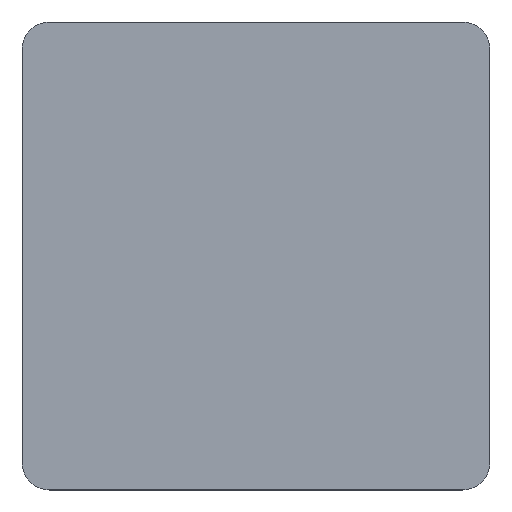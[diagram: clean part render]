
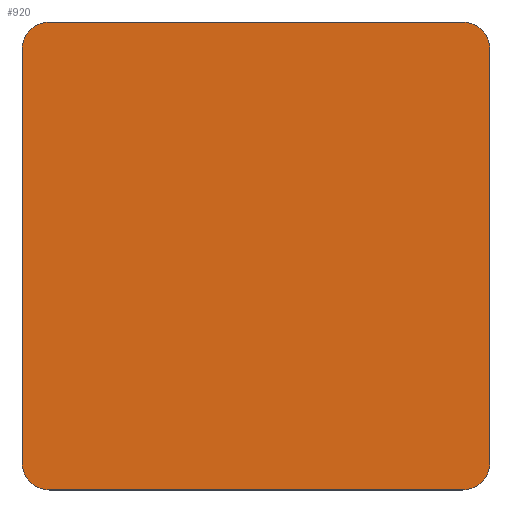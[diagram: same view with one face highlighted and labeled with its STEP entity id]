
A CAD part, top view. The second image highlights one B-rep face of the part: STEP entity #920.
In plain terms, the highlighted planar face has unit normal (0, 0, 1).
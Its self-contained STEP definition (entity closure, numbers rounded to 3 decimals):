
#48=PLANE($,#1002);
#95=FACE_OUTER_BOUND($,#147,.T.);
#147=EDGE_LOOP($,(#797,#798,#799,#800,#801,#802,#803,#804));
#181=CIRCLE($,#991,1.004);
#182=CIRCLE($,#994,1.004);
#183=CIRCLE($,#997,1.004);
#184=CIRCLE($,#1000,1.004);
#257=LINE($,#1468,#359);
#260=LINE($,#1476,#362);
#263=LINE($,#1484,#365);
#266=LINE($,#1491,#368);
#359=VECTOR($,#1194,15.141);
#362=VECTOR($,#1203,15.141);
#365=VECTOR($,#1212,15.141);
#368=VECTOR($,#1221,15.141);
#455=VERTEX_POINT($,#1461);
#456=VERTEX_POINT($,#1462);
#457=VERTEX_POINT($,#1467);
#458=VERTEX_POINT($,#1471);
#459=VERTEX_POINT($,#1475);
#460=VERTEX_POINT($,#1479);
#461=VERTEX_POINT($,#1483);
#462=VERTEX_POINT($,#1487);
#565=EDGE_CURVE($,#455,#456,#181,.T.);
#568=EDGE_CURVE($,#457,#455,#257,.T.);
#570=EDGE_CURVE($,#458,#457,#182,.T.);
#572=EDGE_CURVE($,#459,#458,#260,.T.);
#574=EDGE_CURVE($,#460,#459,#183,.T.);
#576=EDGE_CURVE($,#461,#460,#263,.T.);
#578=EDGE_CURVE($,#462,#461,#184,.T.);
#580=EDGE_CURVE($,#456,#462,#266,.T.);
#797=ORIENTED_EDGE($,*,*,#580,.F.);
#798=ORIENTED_EDGE($,*,*,#565,.F.);
#799=ORIENTED_EDGE($,*,*,#568,.F.);
#800=ORIENTED_EDGE($,*,*,#570,.F.);
#801=ORIENTED_EDGE($,*,*,#572,.F.);
#802=ORIENTED_EDGE($,*,*,#574,.F.);
#803=ORIENTED_EDGE($,*,*,#576,.F.);
#804=ORIENTED_EDGE($,*,*,#578,.F.);
#920=ADVANCED_FACE($,(#95),#48,.T.);
#991=AXIS2_PLACEMENT_3D($,#1463,#1188,#1189);
#994=AXIS2_PLACEMENT_3D($,#1472,#1198,#1199);
#997=AXIS2_PLACEMENT_3D($,#1480,#1207,#1208);
#1000=AXIS2_PLACEMENT_3D($,#1488,#1216,#1217);
#1002=AXIS2_PLACEMENT_3D($,#1492,#1222,#1223);
#1188=DIRECTION('center_axis',(0.,0.,-1.));
#1189=DIRECTION('ref_axis',(1.,0.,0.));
#1194=DIRECTION($,(0.,-1.,0.));
#1198=DIRECTION('center_axis',(0.,0.,-1.));
#1199=DIRECTION('ref_axis',(0.,1.,0.));
#1203=DIRECTION($,(1.,0.,0.));
#1207=DIRECTION('center_axis',(0.,0.,-1.));
#1208=DIRECTION('ref_axis',(-1.,0.,0.));
#1212=DIRECTION($,(0.,1.,0.));
#1216=DIRECTION('center_axis',(0.,0.,-1.));
#1217=DIRECTION('ref_axis',(0.,-1.,0.));
#1221=DIRECTION($,(-1.,0.,0.));
#1222=DIRECTION('center_axis',(0.,0.,1.));
#1223=DIRECTION('ref_axis',(1.,0.,0.));
#1461=CARTESIAN_POINT('',(8.575,-7.571,4.));
#1462=CARTESIAN_POINT('',(7.571,-8.575,4.));
#1463=CARTESIAN_POINT('Origin',(7.571,-7.571,4.));
#1467=CARTESIAN_POINT('',(8.575,7.571,4.));
#1468=CARTESIAN_POINT($,(8.575,7.571,4.));
#1471=CARTESIAN_POINT('',(7.571,8.575,4.));
#1472=CARTESIAN_POINT('Origin',(7.571,7.571,4.));
#1475=CARTESIAN_POINT('',(-7.571,8.575,4.));
#1476=CARTESIAN_POINT($,(-7.571,8.575,4.));
#1479=CARTESIAN_POINT('',(-8.575,7.571,4.));
#1480=CARTESIAN_POINT('Origin',(-7.571,7.571,4.));
#1483=CARTESIAN_POINT('',(-8.575,-7.571,4.));
#1484=CARTESIAN_POINT($,(-8.575,-7.571,4.));
#1487=CARTESIAN_POINT('',(-7.571,-8.575,4.));
#1488=CARTESIAN_POINT('Origin',(-7.571,-7.571,4.));
#1491=CARTESIAN_POINT($,(7.571,-8.575,4.));
#1492=CARTESIAN_POINT('Origin',(0.,0.,
4.));
